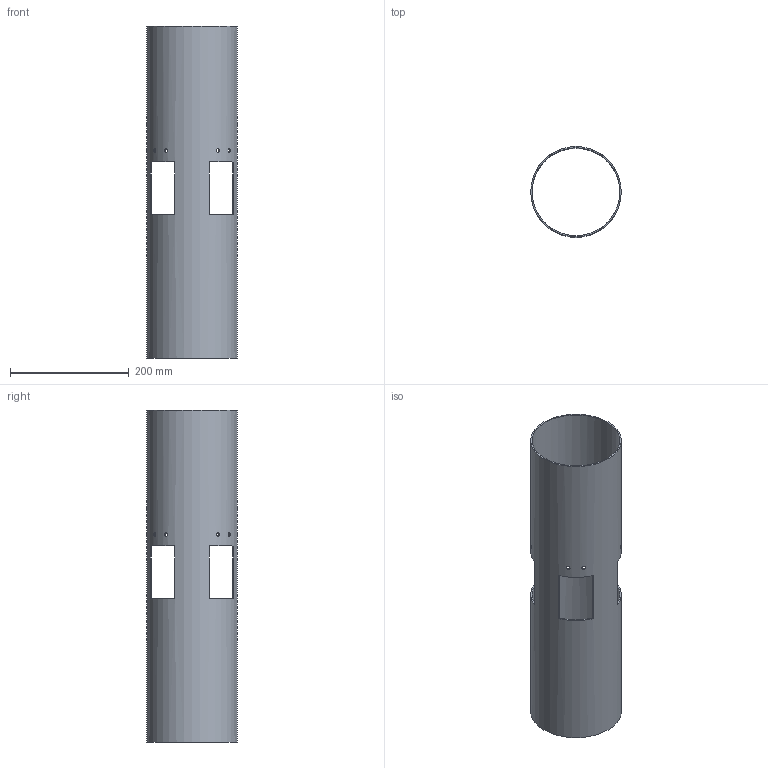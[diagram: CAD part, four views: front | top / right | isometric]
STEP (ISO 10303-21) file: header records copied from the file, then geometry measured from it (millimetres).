
FILE_DESCRIPTION(/* description */ (''),/* implementation_level */ '2;1');
FILE_NAME(/* name */ 'Coupler.stp',/* time_stamp */ '2022-03-04T09:34:56-05:00',/* author */ (''),/* organization */ (''),/* preprocessor_version */ 'ST-DEVELOPER v18.1',/* originating_system */ 'SIEMENS PLM Software NX 1980',/* authorisation */ '');
FILE_SCHEMA (('AUTOMOTIVE_DESIGN { 1 0 10303 214 3 1 1 1 }'));
Length unit declared in the file: inch
Products named in the file (1): Coupler
Bounding box: 152.35 x 152.35 x 558.8 mm (x, y, z)
Volume: 547679.5 mm3; surface area: 489710.2 mm2
Topology: 1 solids, 1 shells, 28 faces, 78 edges, 52 vertices
Faces by surface type: plane 18, cylinder 10
Full cylindrical faces by diameter (mm): 6.35 x8, 147.828 x1, 152.349 x1
Entity records: 1810 total; most frequent: CARTESIAN_POINT 1061, ORIENTED_EDGE 136, DIRECTION 130, EDGE_CURVE 68, EDGE_LOOP 64, VERTEX_POINT 52, AXIS2_PLACEMENT_3D 49, FACE_BOUND 48
